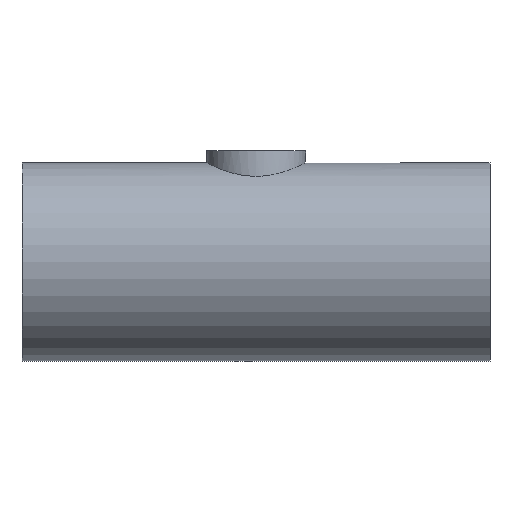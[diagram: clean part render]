
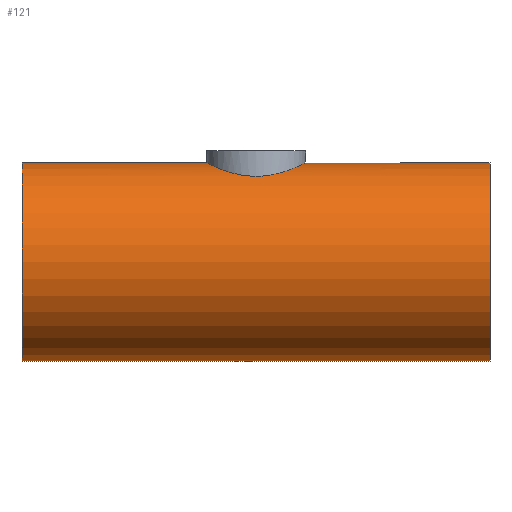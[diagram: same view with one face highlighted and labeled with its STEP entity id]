
A CAD part, front view. The second image highlights one B-rep face of the part: STEP entity #121.
In plain terms, the highlighted cylindrical face has radius 38.15 mm (diameter 76.3 mm), a full revolution.
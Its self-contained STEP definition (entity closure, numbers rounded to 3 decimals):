
#21=FACE_BOUND('',#39,.T.);
#28=FACE_OUTER_BOUND('',#38,.T.);
#38=EDGE_LOOP('',(#104,#105,#106,#107));
#39=EDGE_LOOP('',(#108,#109));
#46=CIRCLE('',#152,38.15);
#47=CIRCLE('',#154,38.15);
#51=LINE('',#350,#55);
#55=VECTOR('',#185,38.15);
#58=B_SPLINE_CURVE_WITH_KNOTS('',3,(#275,#276,#277,#278,#279,#280,#281,
#282,#283,#284,#285,#286,#287,#288,#289,#290,#291,#292),.UNSPECIFIED.,.F.,
 .F.,(4,2,2,2,2,2,2,2,4),(0.,0.367,0.733,1.1,
1.466,1.832,2.198,2.563,2.929),
 .UNSPECIFIED.);
#59=B_SPLINE_CURVE_WITH_KNOTS('',3,(#293,#294,#295,#296,#297,#298,#299,
#300,#301,#302,#303,#304,#305,#306,#307,#308,#309,#310,#311,#312,#313,#314,
#315,#316,#317,#318,#319,#320,#321,#322,#323,#324,#325,#326,#327,#328,#329,
#330,#331,#332,#333,#334,#335,#336,#337,#338,#339,#340,#341,#342),
 .UNSPECIFIED.,.F.,.F.,(4,2,2,2,2,2,2,2,2,2,2,2,2,2,2,2,2,2,2,2,2,2,2,2,
4),(2.929,3.294,3.66,4.026,
4.391,4.758,5.125,5.491,5.858,
6.224,6.591,6.958,7.324,7.69,
8.055,8.421,8.787,9.152,9.518,
9.883,10.249,10.616,10.982,11.349,
11.716),.UNSPECIFIED.);
#66=VERTEX_POINT('',#272);
#67=VERTEX_POINT('',#274);
#68=VERTEX_POINT('',#345);
#69=VERTEX_POINT('',#348);
#79=EDGE_CURVE('',#67,#66,#58,.T.);
#80=EDGE_CURVE('',#66,#67,#59,.T.);
#81=EDGE_CURVE('',#68,#68,#46,.T.);
#82=EDGE_CURVE('',#69,#69,#47,.T.);
#83=EDGE_CURVE('',#69,#68,#51,.T.);
#104=ORIENTED_EDGE('',*,*,#82,.F.);
#105=ORIENTED_EDGE('',*,*,#83,.T.);
#106=ORIENTED_EDGE('',*,*,#81,.F.);
#107=ORIENTED_EDGE('',*,*,#83,.F.);
#108=ORIENTED_EDGE('',*,*,#79,.T.);
#109=ORIENTED_EDGE('',*,*,#80,.T.);
#115=CYLINDRICAL_SURFACE('',#153,38.15);
#121=ADVANCED_FACE('',(#28,#21),#115,.T.);
#152=AXIS2_PLACEMENT_3D('',#346,#179,#180);
#153=AXIS2_PLACEMENT_3D('',#347,#181,#182);
#154=AXIS2_PLACEMENT_3D('',#349,#183,#184);
#179=DIRECTION('center_axis',(-1.,0.,0.));
#180=DIRECTION('ref_axis',(0.,1.,0.));
#181=DIRECTION('center_axis',(1.,0.,0.));
#182=DIRECTION('ref_axis',(0.,1.,0.));
#183=DIRECTION('center_axis',(1.,0.,0.));
#184=DIRECTION('ref_axis',(0.,1.,0.));
#185=DIRECTION('',(-1.,0.,0.));
#272=CARTESIAN_POINT('',(-19.05,0.,38.15));
#274=CARTESIAN_POINT('',(0.,-19.05,33.053));
#275=CARTESIAN_POINT('Ctrl Pts',(0.,-19.05,33.053));
#276=CARTESIAN_POINT('Ctrl Pts',(-1.222,-19.05,33.053));
#277=CARTESIAN_POINT('Ctrl Pts',(-2.477,-18.931,33.123));
#278=CARTESIAN_POINT('Ctrl Pts',(-4.956,-18.437,33.4));
#279=CARTESIAN_POINT('Ctrl Pts',(-6.182,-18.064,33.607));
#280=CARTESIAN_POINT('Ctrl Pts',(-8.519,-17.086,34.114));
#281=CARTESIAN_POINT('Ctrl Pts',(-9.634,-16.481,34.415));
#282=CARTESIAN_POINT('Ctrl Pts',(-11.692,-15.091,35.047));
#283=CARTESIAN_POINT('Ctrl Pts',(-12.636,-14.305,35.378));
#284=CARTESIAN_POINT('Ctrl Pts',(-14.303,-12.638,36.007));
#285=CARTESIAN_POINT('Ctrl Pts',(-15.088,-11.696,36.329));
#286=CARTESIAN_POINT('Ctrl Pts',(-16.479,-9.637,36.928));
#287=CARTESIAN_POINT('Ctrl Pts',(-17.085,-8.521,37.205));
#288=CARTESIAN_POINT('Ctrl Pts',(-18.064,-6.18,37.665));
#289=CARTESIAN_POINT('Ctrl Pts',(-18.438,-4.953,37.848));
#290=CARTESIAN_POINT('Ctrl Pts',(-18.931,-2.472,38.09));
#291=CARTESIAN_POINT('Ctrl Pts',(-19.05,-1.219,38.15));
#292=CARTESIAN_POINT('Ctrl Pts',(-19.05,0.,38.15));
#293=CARTESIAN_POINT('Ctrl Pts',(-19.05,0.,38.15));
#294=CARTESIAN_POINT('Ctrl Pts',(-19.05,1.219,38.15));
#295=CARTESIAN_POINT('Ctrl Pts',(-18.931,2.472,38.09));
#296=CARTESIAN_POINT('Ctrl Pts',(-18.438,4.953,37.848));
#297=CARTESIAN_POINT('Ctrl Pts',(-18.064,6.18,37.665));
#298=CARTESIAN_POINT('Ctrl Pts',(-17.085,8.521,37.205));
#299=CARTESIAN_POINT('Ctrl Pts',(-16.479,9.637,36.928));
#300=CARTESIAN_POINT('Ctrl Pts',(-15.088,11.696,36.329));
#301=CARTESIAN_POINT('Ctrl Pts',(-14.303,12.638,36.007));
#302=CARTESIAN_POINT('Ctrl Pts',(-12.636,14.305,35.378));
#303=CARTESIAN_POINT('Ctrl Pts',(-11.692,15.091,35.047));
#304=CARTESIAN_POINT('Ctrl Pts',(-9.634,16.481,34.415));
#305=CARTESIAN_POINT('Ctrl Pts',(-8.519,17.086,34.114));
#306=CARTESIAN_POINT('Ctrl Pts',(-6.182,18.064,33.607));
#307=CARTESIAN_POINT('Ctrl Pts',(-4.956,18.437,33.4));
#308=CARTESIAN_POINT('Ctrl Pts',(-2.477,18.931,33.123));
#309=CARTESIAN_POINT('Ctrl Pts',(-1.222,19.05,33.053));
#310=CARTESIAN_POINT('Ctrl Pts',(1.222,19.05,33.053));
#311=CARTESIAN_POINT('Ctrl Pts',(2.477,18.931,33.123));
#312=CARTESIAN_POINT('Ctrl Pts',(4.956,18.437,33.4));
#313=CARTESIAN_POINT('Ctrl Pts',(6.182,18.064,33.607));
#314=CARTESIAN_POINT('Ctrl Pts',(8.519,17.086,34.114));
#315=CARTESIAN_POINT('Ctrl Pts',(9.634,16.481,34.415));
#316=CARTESIAN_POINT('Ctrl Pts',(11.692,15.091,35.047));
#317=CARTESIAN_POINT('Ctrl Pts',(12.636,14.305,35.378));
#318=CARTESIAN_POINT('Ctrl Pts',(14.303,12.638,36.007));
#319=CARTESIAN_POINT('Ctrl Pts',(15.088,11.696,36.329));
#320=CARTESIAN_POINT('Ctrl Pts',(16.479,9.637,36.928));
#321=CARTESIAN_POINT('Ctrl Pts',(17.085,8.521,37.205));
#322=CARTESIAN_POINT('Ctrl Pts',(18.064,6.18,37.665));
#323=CARTESIAN_POINT('Ctrl Pts',(18.438,4.953,37.848));
#324=CARTESIAN_POINT('Ctrl Pts',(18.931,2.472,38.09));
#325=CARTESIAN_POINT('Ctrl Pts',(19.05,1.219,38.15));
#326=CARTESIAN_POINT('Ctrl Pts',(19.05,-1.219,38.15));
#327=CARTESIAN_POINT('Ctrl Pts',(18.931,-2.472,38.09));
#328=CARTESIAN_POINT('Ctrl Pts',(18.438,-4.953,37.848));
#329=CARTESIAN_POINT('Ctrl Pts',(18.064,-6.18,37.665));
#330=CARTESIAN_POINT('Ctrl Pts',(17.085,-8.521,37.205));
#331=CARTESIAN_POINT('Ctrl Pts',(16.479,-9.637,36.928));
#332=CARTESIAN_POINT('Ctrl Pts',(15.088,-11.696,36.329));
#333=CARTESIAN_POINT('Ctrl Pts',(14.303,-12.638,36.007));
#334=CARTESIAN_POINT('Ctrl Pts',(12.636,-14.305,35.378));
#335=CARTESIAN_POINT('Ctrl Pts',(11.692,-15.091,35.047));
#336=CARTESIAN_POINT('Ctrl Pts',(9.634,-16.481,34.415));
#337=CARTESIAN_POINT('Ctrl Pts',(8.519,-17.086,34.114));
#338=CARTESIAN_POINT('Ctrl Pts',(6.182,-18.064,33.607));
#339=CARTESIAN_POINT('Ctrl Pts',(4.956,-18.437,33.4));
#340=CARTESIAN_POINT('Ctrl Pts',(2.477,-18.931,33.123));
#341=CARTESIAN_POINT('Ctrl Pts',(1.222,-19.05,33.053));
#342=CARTESIAN_POINT('Ctrl Pts',(0.,-19.05,33.053));
#345=CARTESIAN_POINT('',(-90.,-38.15,0.));
#346=CARTESIAN_POINT('Origin',(-90.,0.,0.));
#347=CARTESIAN_POINT('Origin',(0.,0.,0.));
#348=CARTESIAN_POINT('',(90.,-38.15,0.));
#349=CARTESIAN_POINT('Origin',(90.,0.,0.));
#350=CARTESIAN_POINT('',(0.,-38.15,0.));
